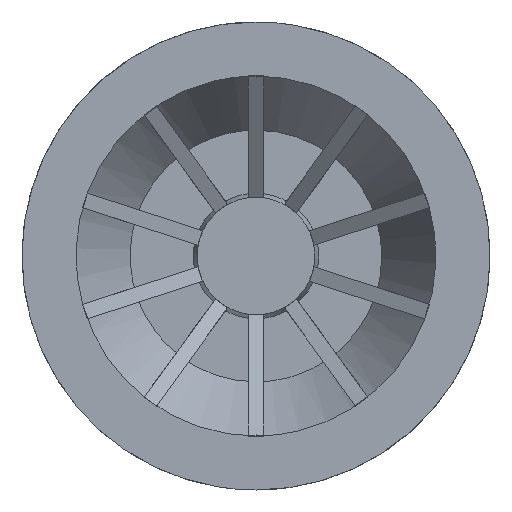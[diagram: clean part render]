
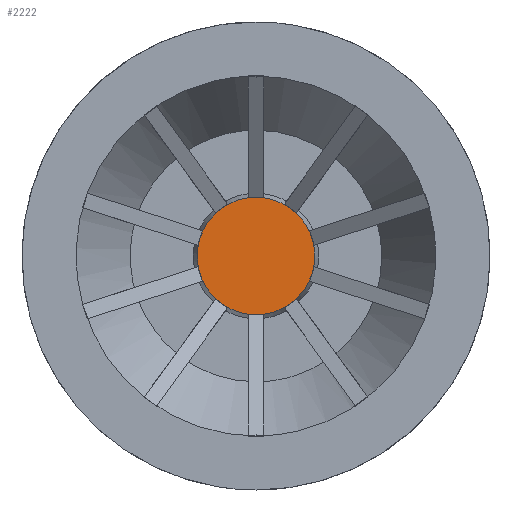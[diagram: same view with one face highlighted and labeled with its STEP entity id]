
A CAD part, left-side view. The second image highlights one B-rep face of the part: STEP entity #2222.
In plain terms, the highlighted free-form (B-spline) face has degree [1, 1] with [2, 2] control points.
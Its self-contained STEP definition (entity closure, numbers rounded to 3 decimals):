
#32 = CARTESIAN_POINT ( 'NONE',  ( -12.66, -39.33, -39.33 ) ) ;
#47 = CARTESIAN_POINT ( 'NONE',  ( -12.66, 10.079, 37.62 ) ) ;
#63 = CARTESIAN_POINT ( 'NONE',  ( -12.66, 10.079, -37.62 ) ) ;
#101 = CARTESIAN_POINT ( 'NONE',  ( -12.66, -10.079, -37.62 ) ) ;
#134 = B_SPLINE_CURVE_WITH_KNOTS ( 'NONE', 3,
 ( #2606, #350, #2262, #101, #1123, #2129, #368, #880, #1889, #2881, #616, #1635, #1009, #2025, #805, #1818, #2808, #2969, #2674, #956, #2395, #1424, #636, #3212, #1974, #702, #2176, #397, #168, #2438, #1725, #1143, #3165, #413 ),
 .UNSPECIFIED., .F., .F.,
 ( 4, 2, 2, 2, 2, 2, 2, 2, 2, 2, 2, 2, 2, 2, 2, 2, 4 ),
 ( 0., 0.196, 0.393, 0.589, 0.785, 0.982, 1.178, 1.374, 1.571, 1.767, 1.963, 2.16, 2.356, 2.553, 2.749, 2.945, 3.142 ),
 .UNSPECIFIED. ) ;
#168 = CARTESIAN_POINT ( 'NONE',  ( -12.66, -17.224, 34.931 ) ) ;
#310 = CARTESIAN_POINT ( 'NONE',  ( -12.66, 25.681, 29.281 ) ) ;
#327 = CARTESIAN_POINT ( 'NONE',  ( -12.66, 38.614, -5.085 ) ) ;
#350 = CARTESIAN_POINT ( 'NONE',  ( -12.66, -2.546, -38.864 ) ) ;
#368 = CARTESIAN_POINT ( 'NONE',  ( -12.66, -19.475, -33.728 ) ) ;
#397 = CARTESIAN_POINT ( 'NONE',  ( -12.66, -19.475, 33.728 ) ) ;
#413 = CARTESIAN_POINT ( 'NONE',  ( -12.66, 0., 38.864 ) ) ;
#543 = CARTESIAN_POINT ( 'NONE',  ( -12.66, 38.864, 2.546 ) ) ;
#559 = CARTESIAN_POINT ( 'NONE',  ( -12.66, 38.614, 5.085 ) ) ;
#576 = CARTESIAN_POINT ( 'NONE',  ( -12.66, 0., -38.864 ) ) ;
#594 = CARTESIAN_POINT ( 'NONE',  ( -12.66, 23.708, 30.9 ) ) ;
#615 = CARTESIAN_POINT ( 'NONE',  ( -12.66, 0., 38.864 ) ) ;
#616 = CARTESIAN_POINT ( 'NONE',  ( -12.66, -30.9, -23.708 ) ) ;
#636 = CARTESIAN_POINT ( 'NONE',  ( -12.66, -33.728, 19.475 ) ) ;
#702 = CARTESIAN_POINT ( 'NONE',  ( -12.66, -25.681, 29.281 ) ) ;
#750 = CARTESIAN_POINT ( 'NONE',  ( -12.66, 0., 38.864 ) ) ;
#802 = CARTESIAN_POINT ( 'NONE',  ( -12.66, 23.708, -30.9 ) ) ;
#805 = CARTESIAN_POINT ( 'NONE',  ( -12.66, -37.62, -10.079 ) ) ;
#857 = CARTESIAN_POINT ( 'NONE',  ( -12.66, 36.88, 12.521 ) ) ;
#871 = ORIENTED_EDGE ( 'NONE', *, *, #2245, .T. ) ;
#877 = CARTESIAN_POINT ( 'NONE',  ( -12.66, 30.9, 23.708 ) ) ;
#880 = CARTESIAN_POINT ( 'NONE',  ( -12.66, -23.708, -30.9 ) ) ;
#956 = CARTESIAN_POINT ( 'NONE',  ( -12.66, -37.62, 10.079 ) ) ;
#1009 = CARTESIAN_POINT ( 'NONE',  ( -12.66, -34.931, -17.224 ) ) ;
#1068 = CARTESIAN_POINT ( 'NONE',  ( -12.66, 37.62, 10.079 ) ) ;
#1083 = CARTESIAN_POINT ( 'NONE',  ( -12.66, 29.281, -25.681 ) ) ;
#1119 = CARTESIAN_POINT ( 'NONE',  ( -12.66, 17.224, -34.931 ) ) ;
#1123 = CARTESIAN_POINT ( 'NONE',  ( -12.66, -12.521, -36.88 ) ) ;
#1143 = CARTESIAN_POINT ( 'NONE',  ( -12.66, -5.085, 38.614 ) ) ;
#1331 = ORIENTED_EDGE ( 'NONE', *, *, #2105, .T. ) ;
#1372 = CARTESIAN_POINT ( 'NONE',  ( -12.66, 19.475, -33.728 ) ) ;
#1424 = CARTESIAN_POINT ( 'NONE',  ( -12.66, -34.931, 17.224 ) ) ;
#1563 = CARTESIAN_POINT ( 'NONE',  ( -12.66, -39.33, 39.33 ) ) ;
#1595 = CARTESIAN_POINT ( 'NONE',  ( -12.66, 33.728, 19.475 ) ) ;
#1635 = CARTESIAN_POINT ( 'NONE',  ( -12.66, -33.728, -19.475 ) ) ;
#1725 = CARTESIAN_POINT ( 'NONE',  ( -12.66, -10.079, 37.62 ) ) ;
#1818 = CARTESIAN_POINT ( 'NONE',  ( -12.66, -38.614, -5.085 ) ) ;
#1832 = CARTESIAN_POINT ( 'NONE',  ( -12.66, 5.085, -38.614 ) ) ;
#1856 = VERTEX_POINT ( 'NONE', #615 ) ;
#1889 = CARTESIAN_POINT ( 'NONE',  ( -12.66, -25.681, -29.281 ) ) ;
#1928 = VERTEX_POINT ( 'NONE', #1957 ) ;
#1957 = CARTESIAN_POINT ( 'NONE',  ( -12.66, 0., -38.864 ) ) ;
#1974 = CARTESIAN_POINT ( 'NONE',  ( -12.66, -29.281, 25.681 ) ) ;
#2025 = CARTESIAN_POINT ( 'NONE',  ( -12.66, -36.88, -12.521 ) ) ;
#2063 = CARTESIAN_POINT ( 'NONE',  ( -12.66, 36.88, -12.521 ) ) ;
#2075 = CARTESIAN_POINT ( 'NONE',  ( -12.66, 37.62, -10.079 ) ) ;
#2076 = EDGE_LOOP ( 'NONE', ( #871, #1331 ) ) ;
#2105 = EDGE_CURVE ( 'NONE', #1928, #1856, #134, .T. ) ;
#2107 = CARTESIAN_POINT ( 'NONE',  ( -12.66, 39.33, 39.33 ) ) ;
#2125 = CARTESIAN_POINT ( 'NONE',  ( -12.66, 12.521, -36.88 ) ) ;
#2129 = CARTESIAN_POINT ( 'NONE',  ( -12.66, -17.224, -34.931 ) ) ;
#2176 = CARTESIAN_POINT ( 'NONE',  ( -12.66, -23.708, 30.9 ) ) ;
#2222 = ADVANCED_FACE ( 'NONE', ( #3014 ), #2826, .T. ) ;
#2245 = EDGE_CURVE ( 'NONE', #1856, #1928, #3179, .T. ) ;
#2262 = CARTESIAN_POINT ( 'NONE',  ( -12.66, -5.085, -38.614 ) ) ;
#2301 = CARTESIAN_POINT ( 'NONE',  ( -12.66, 5.085, 38.614 ) ) ;
#2336 = CARTESIAN_POINT ( 'NONE',  ( -12.66, 30.9, -23.708 ) ) ;
#2374 = CARTESIAN_POINT ( 'NONE',  ( -12.66, 39.33, -39.33 ) ) ;
#2395 = CARTESIAN_POINT ( 'NONE',  ( -12.66, -36.88, 12.521 ) ) ;
#2438 = CARTESIAN_POINT ( 'NONE',  ( -12.66, -12.521, 36.88 ) ) ;
#2553 = CARTESIAN_POINT ( 'NONE',  ( -12.66, 38.864, -2.546 ) ) ;
#2569 = CARTESIAN_POINT ( 'NONE',  ( -12.66, 29.281, 25.681 ) ) ;
#2585 = CARTESIAN_POINT ( 'NONE',  ( -12.66, 2.546, -38.864 ) ) ;
#2606 = CARTESIAN_POINT ( 'NONE',  ( -12.66, 0., -38.864 ) ) ;
#2674 = CARTESIAN_POINT ( 'NONE',  ( -12.66, -38.614, 5.085 ) ) ;
#2789 = CARTESIAN_POINT ( 'NONE',  ( -12.66, 19.475, 33.728 ) ) ;
#2806 = CARTESIAN_POINT ( 'NONE',  ( -12.66, 17.224, 34.931 ) ) ;
#2808 = CARTESIAN_POINT ( 'NONE',  ( -12.66, -38.864, -2.546 ) ) ;
#2822 = CARTESIAN_POINT ( 'NONE',  ( -12.66, 25.681, -29.281 ) ) ;
#2826 = B_SPLINE_SURFACE_WITH_KNOTS ( 'NONE', 1, 1, ( 
 ( #32, #2374 ),
 ( #1563, #2107 ) ),
 .UNSPECIFIED., .F., .F., .F.,
 ( 2, 2 ),
 ( 2, 2 ),
 ( 0., 1. ),
 ( 0., 1. ),
 .UNSPECIFIED. ) ;
#2839 = CARTESIAN_POINT ( 'NONE',  ( -12.66, 34.931, 17.224 ) ) ;
#2881 = CARTESIAN_POINT ( 'NONE',  ( -12.66, -29.281, -25.681 ) ) ;
#2969 = CARTESIAN_POINT ( 'NONE',  ( -12.66, -38.864, 2.546 ) ) ;
#3014 = FACE_OUTER_BOUND ( 'NONE', #2076, .T. ) ;
#3061 = CARTESIAN_POINT ( 'NONE',  ( -12.66, 2.546, 38.864 ) ) ;
#3092 = CARTESIAN_POINT ( 'NONE',  ( -12.66, 33.728, -19.475 ) ) ;
#3109 = CARTESIAN_POINT ( 'NONE',  ( -12.66, 12.521, 36.88 ) ) ;
#3125 = CARTESIAN_POINT ( 'NONE',  ( -12.66, 34.931, -17.224 ) ) ;
#3165 = CARTESIAN_POINT ( 'NONE',  ( -12.66, -2.546, 38.864 ) ) ;
#3179 = B_SPLINE_CURVE_WITH_KNOTS ( 'NONE', 3,
 ( #750, #3061, #2301, #47, #3109, #2806, #2789, #594, #310, #2569, #877, #1595, #2839, #857, #1068, #559, #543, #2553, #327, #2075, #2063, #3125, #3092, #2336, #1083, #2822, #802, #1372, #1119, #2125, #63, #1832, #2585, #576 ),
 .UNSPECIFIED., .F., .F.,
 ( 4, 2, 2, 2, 2, 2, 2, 2, 2, 2, 2, 2, 2, 2, 2, 2, 4 ),
 ( 0., 0.196, 0.393, 0.589, 0.785, 0.982, 1.178, 1.374, 1.571, 1.767, 1.963, 2.16, 2.356, 2.553, 2.749, 2.945, 3.142 ),
 .UNSPECIFIED. ) ;
#3212 = CARTESIAN_POINT ( 'NONE',  ( -12.66, -30.9, 23.708 ) ) ;
